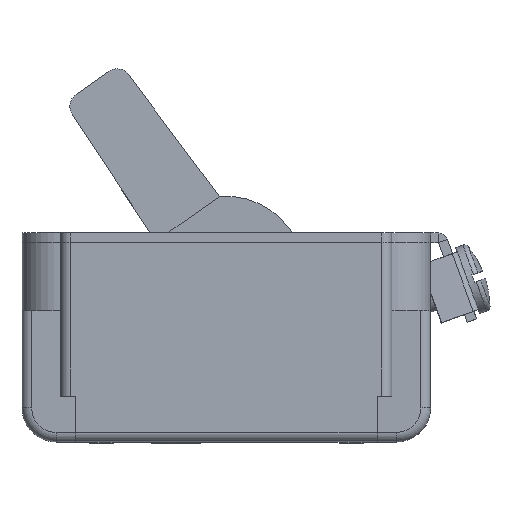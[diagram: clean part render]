
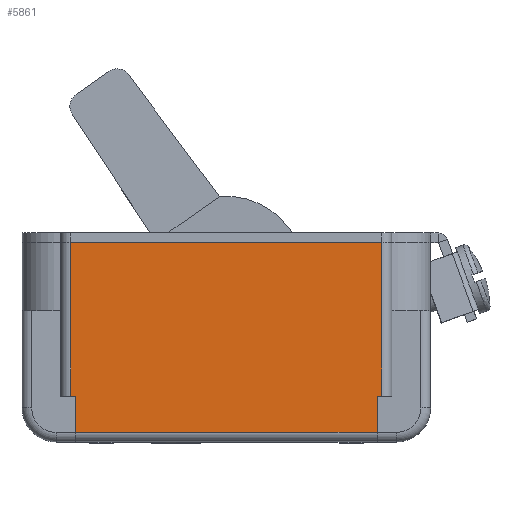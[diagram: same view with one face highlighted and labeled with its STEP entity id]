
A CAD part, top view. The second image highlights one B-rep face of the part: STEP entity #5861.
In plain terms, the highlighted planar face has unit normal (0, 0, 1).
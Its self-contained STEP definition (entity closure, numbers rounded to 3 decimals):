
#1067=DIRECTION('',(1.,0.,0.));
#1068=VECTOR('',#1067,32.);
#1069=CARTESIAN_POINT('',(-16.,10.25,11.25));
#1070=LINE('',#1069,#1068);
#1250=DIRECTION('',(0.,-1.,0.));
#1251=VECTOR('',#1250,15.8);
#1252=CARTESIAN_POINT('',(-16.,10.25,11.25));
#1253=LINE('',#1252,#1251);
#1254=DIRECTION('',(0.,-1.,0.));
#1255=VECTOR('',#1254,15.8);
#1256=CARTESIAN_POINT('',(16.,10.25,11.25));
#1257=LINE('',#1256,#1255);
#1258=DIRECTION('',(-1.,0.,0.));
#1259=VECTOR('',#1258,0.5);
#1260=CARTESIAN_POINT('',(16.,-5.55,11.25));
#1261=LINE('',#1260,#1259);
#1262=DIRECTION('',(0.,1.,0.));
#1263=VECTOR('',#1262,3.7);
#1264=CARTESIAN_POINT('',(15.5,-9.25,11.25));
#1265=LINE('',#1264,#1263);
#1266=DIRECTION('',(-1.,0.,0.));
#1267=VECTOR('',#1266,31.);
#1268=CARTESIAN_POINT('',(15.5,-9.25,11.25));
#1269=LINE('',#1268,#1267);
#1270=DIRECTION('',(0.,1.,0.));
#1271=VECTOR('',#1270,3.7);
#1272=CARTESIAN_POINT('',(-15.5,-9.25,11.25));
#1273=LINE('',#1272,#1271);
#1274=DIRECTION('',(1.,0.,0.));
#1275=VECTOR('',#1274,0.5);
#1276=CARTESIAN_POINT('',(-16.,-5.55,11.25));
#1277=LINE('',#1276,#1275);
#3791=CARTESIAN_POINT('',(-15.5,-5.55,11.25));
#3792=VERTEX_POINT('',#3791);
#3818=CARTESIAN_POINT('',(-16.,10.25,11.25));
#3820=VERTEX_POINT('',#3818);
#3821=CARTESIAN_POINT('',(-16.,-5.55,11.25));
#3822=VERTEX_POINT('',#3821);
#3834=CARTESIAN_POINT('',(-15.5,-9.25,11.25));
#3836=VERTEX_POINT('',#3834);
#3837=CARTESIAN_POINT('',(15.5,-9.25,11.25));
#3838=VERTEX_POINT('',#3837);
#3841=CARTESIAN_POINT('',(16.,10.25,11.25));
#3842=VERTEX_POINT('',#3841);
#3893=CARTESIAN_POINT('',(16.,-5.55,11.25));
#3894=VERTEX_POINT('',#3893);
#3905=CARTESIAN_POINT('',(15.5,-5.55,11.25));
#3906=VERTEX_POINT('',#3905);
#5841=CARTESIAN_POINT('',(-17.,-10.25,11.25));
#5842=DIRECTION('',(0.,0.,1.));
#5843=DIRECTION('',(1.,0.,0.));
#5844=AXIS2_PLACEMENT_3D('',#5841,#5842,#5843);
#5845=PLANE('',#5844);
#5846=ORIENTED_EDGE('',*,*,#5834,.F.);
#5847=ORIENTED_EDGE('',*,*,#5598,.T.);
#5849=ORIENTED_EDGE('',*,*,#5848,.T.);
#5851=ORIENTED_EDGE('',*,*,#5850,.T.);
#5853=ORIENTED_EDGE('',*,*,#5852,.F.);
#5855=ORIENTED_EDGE('',*,*,#5854,.T.);
#5857=ORIENTED_EDGE('',*,*,#5856,.T.);
#5858=ORIENTED_EDGE('',*,*,#5820,.F.);
#5859=EDGE_LOOP('',(#5846,#5847,#5849,#5851,#5853,#5855,#5857,#5858));
#5860=FACE_OUTER_BOUND('',#5859,.F.);
#5861=ADVANCED_FACE('',(#5860),#5845,.T.);
#5598=EDGE_CURVE('',#3820,#3842,#1070,.T.);
#5820=EDGE_CURVE('',#3822,#3792,#1277,.T.);
#5834=EDGE_CURVE('',#3820,#3822,#1253,.T.);
#5848=EDGE_CURVE('',#3842,#3894,#1257,.T.);
#5850=EDGE_CURVE('',#3894,#3906,#1261,.T.);
#5852=EDGE_CURVE('',#3838,#3906,#1265,.T.);
#5854=EDGE_CURVE('',#3838,#3836,#1269,.T.);
#5856=EDGE_CURVE('',#3836,#3792,#1273,.T.);
